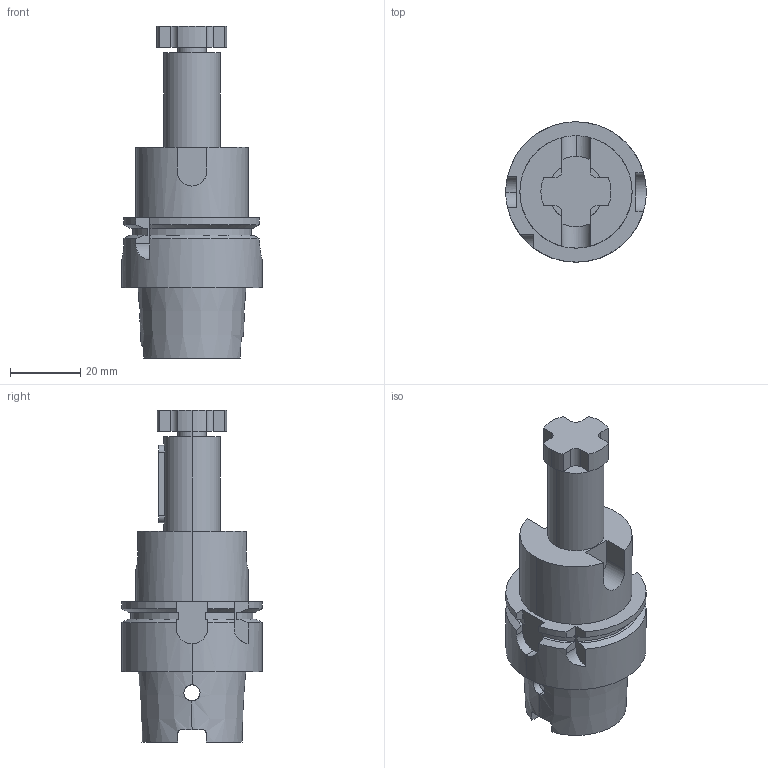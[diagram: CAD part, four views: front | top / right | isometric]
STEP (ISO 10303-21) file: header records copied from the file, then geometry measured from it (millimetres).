
FILE_DESCRIPTION (( 'STEP AP203' ), '1' );
FILE_NAME ('STP-32668.STEP', '2021-05-19T08:13:40', ( '' ), ( '' ), 'SwSTEP 2.0', 'SolidWorks 2017', '' );
FILE_SCHEMA (( 'CONFIG_CONTROL_DESIGN' ));
Length unit declared in the file: millimetre
Products named in the file (1): STP-32668
Bounding box: 40 x 40 x 94.6 mm (x, y, z)
Volume: 46947.3 mm3; surface area: 14169 mm2
Topology: 1 solids, 1 shells, 125 faces, 339 edges, 219 vertices
Faces by surface type: plane 57, cylinder 52, cone 12, torus 4
Entity records: 4490 total; most frequent: CARTESIAN_POINT 1259, ORIENTED_EDGE 678, DIRECTION 647, EDGE_CURVE 339, AXIS2_PLACEMENT_3D 233, VERTEX_POINT 219, VECTOR 181, LINE 181
